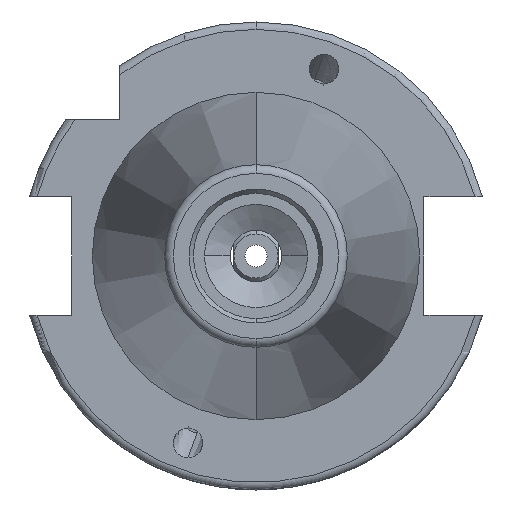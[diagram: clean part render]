
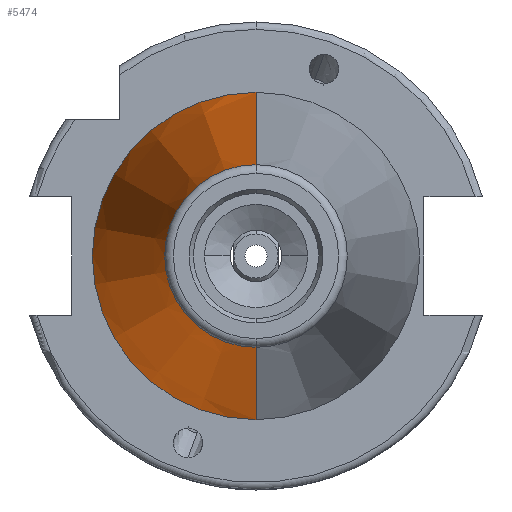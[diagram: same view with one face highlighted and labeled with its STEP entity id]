
A CAD part, left-side view. The second image highlights one B-rep face of the part: STEP entity #5474.
In plain terms, the highlighted conical face has half-angle 8.297 degrees and reference radius 22.225 mm.
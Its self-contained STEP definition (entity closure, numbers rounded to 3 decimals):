
#201 = VERTEX_POINT ( 'NONE', #3900 ) ;
#392 = DIRECTION ( 'NONE',  ( -1., 0., 0. ) ) ;
#611 = VERTEX_POINT ( 'NONE', #738 ) ;
#738 = CARTESIAN_POINT ( 'NONE',  ( -67.373, 12.4, 0. ) ) ;
#918 = ORIENTED_EDGE ( 'NONE', *, *, #6257, .F. ) ;
#1304 = FACE_OUTER_BOUND ( 'NONE', #1337, .T. ) ;
#1312 = DIRECTION ( 'NONE',  ( 0.99, 0.144, 0. ) ) ;
#1337 = EDGE_LOOP ( 'NONE', ( #918, #3419, #5169, #6355 ) ) ;
#1405 = DIRECTION ( 'NONE',  ( 1., 0., 0. ) ) ;
#1417 = LINE ( 'NONE', #6453, #5365 ) ;
#1592 = EDGE_CURVE ( 'NONE', #201, #1791, #2244, .T. ) ;
#1791 = VERTEX_POINT ( 'NONE', #3131 ) ;
#2244 = LINE ( 'NONE', #4252, #3465 ) ;
#2371 = EDGE_CURVE ( 'NONE', #1791, #4104, #2789, .T. ) ;
#2606 = CARTESIAN_POINT ( 'NONE',  ( 0., 0., 0. ) ) ;
#2783 = AXIS2_PLACEMENT_3D ( 'NONE', #3415, #1405, #6498 ) ;
#2789 = CIRCLE ( 'NONE', #3765, 22.225 ) ;
#3122 = DIRECTION ( 'NONE',  ( 0., -1., 0. ) ) ;
#3131 = CARTESIAN_POINT ( 'NONE',  ( 0., -22.225, 0. ) ) ;
#3191 = EDGE_CURVE ( 'NONE', #611, #4104, #1417, .T. ) ;
#3415 = CARTESIAN_POINT ( 'NONE',  ( 0., 0., 0. ) ) ;
#3419 = ORIENTED_EDGE ( 'NONE', *, *, #1592, .T. ) ;
#3465 = VECTOR ( 'NONE', #5276, 1000. ) ;
#3508 = CARTESIAN_POINT ( 'NONE',  ( -67.373, 0., 0. ) ) ;
#3765 = AXIS2_PLACEMENT_3D ( 'NONE', #2606, #6209, #3122 ) ;
#3896 = CIRCLE ( 'NONE', #5980, 12.4 ) ;
#3900 = CARTESIAN_POINT ( 'NONE',  ( -67.373, -12.4, 0. ) ) ;
#3902 = CONICAL_SURFACE ( 'NONE', #2783, 22.225, 0.145 ) ;
#4017 = DIRECTION ( 'NONE',  ( 0., -1., 0. ) ) ;
#4104 = VERTEX_POINT ( 'NONE', #5152 ) ;
#4252 = CARTESIAN_POINT ( 'NONE',  ( 0., -22.225, 0. ) ) ;
#5152 = CARTESIAN_POINT ( 'NONE',  ( 0., 22.225, 0. ) ) ;
#5169 = ORIENTED_EDGE ( 'NONE', *, *, #2371, .T. ) ;
#5276 = DIRECTION ( 'NONE',  ( 0.99, -0.144, 0. ) ) ;
#5365 = VECTOR ( 'NONE', #1312, 1000. ) ;
#5474 = ADVANCED_FACE ( 'NONE', ( #1304 ), #3902, .T. ) ;
#5980 = AXIS2_PLACEMENT_3D ( 'NONE', #3508, #392, #4017 ) ;
#6209 = DIRECTION ( 'NONE',  ( -1., 0., 0. ) ) ;
#6257 = EDGE_CURVE ( 'NONE', #201, #611, #3896, .T. ) ;
#6355 = ORIENTED_EDGE ( 'NONE', *, *, #3191, .F. ) ;
#6453 = CARTESIAN_POINT ( 'NONE',  ( 0., 22.225, 0. ) ) ;
#6498 = DIRECTION ( 'NONE',  ( 0., 1., 0. ) ) ;
